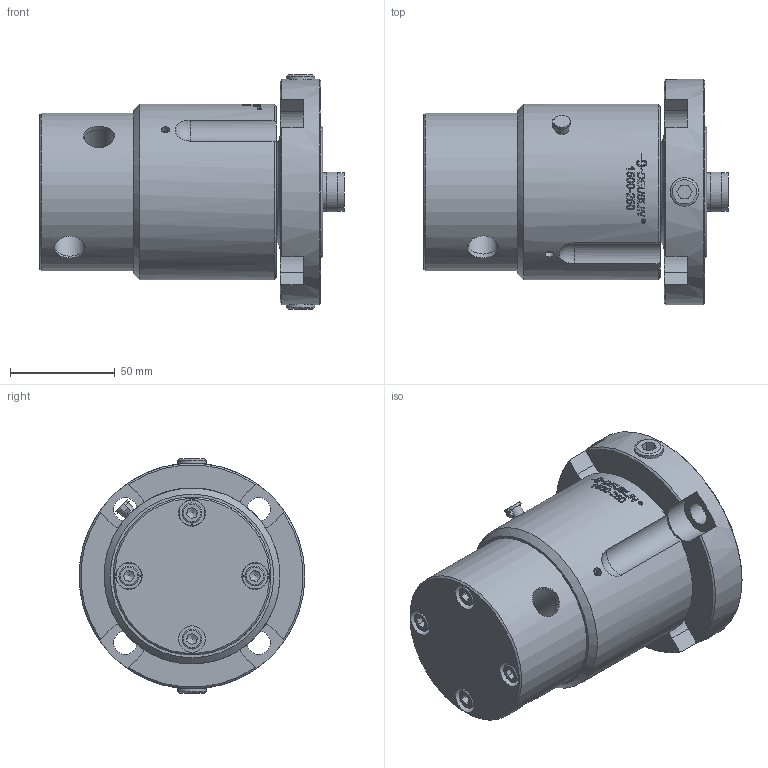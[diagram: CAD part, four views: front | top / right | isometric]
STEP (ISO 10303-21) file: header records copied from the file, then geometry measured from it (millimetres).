
FILE_DESCRIPTION(/* description */ (''),/* implementation_level */ '2;1');
FILE_NAME(/* name */ '1500-250-IC.stp',/* time_stamp */ '2020-05-17T12:21:58-05:00',/* author */ ('Moorera'),/* organization */ ('DEUBLIN'),/* preprocessor_version */ 'ST-DEVELOPER v18.1',/* originating_system */ 'Autodesk Inventor 2020',/* authorisation */ '');
FILE_SCHEMA (('AUTOMOTIVE_DESIGN { 1 0 10303 214 3 1 1 }'));
Length unit declared in the file: millimetre
Products named in the file (1): 1500-250-IC
Bounding box: 145.66 x 107.95 x 112.2 mm (x, y, z)
Volume: 705284.2 mm3; surface area: 84650 mm2
Topology: 2 solids, 3 shells, 549 faces, 1495 edges, 1006 vertices
Faces by surface type: plane 295, bspline 106, cylinder 94, cone 35, torus 18, sphere 1
Full cylindrical faces by diameter (mm): 0.5 x1, 2.184 x2, 3.556 x2, 4 x2, 4.7 x1, 6.35 x5, 7.1 x4, 8 x2, 9.525 x4, 9.65 x1, 10.719 x2, 11.1 x4, 12.7 x5, 14.6 x2, 18.2 x1, 18.6 x1, 19.05 x1, 19.94 x1, 47.6 x1, 75.7 x1, 84.17 x1, 107.95 x1
Entity records: 21681 total; most frequent: CARTESIAN_POINT 7797, ORIENTED_EDGE 2978, DIRECTION 2649, EDGE_CURVE 1489, AXIS2_PLACEMENT_3D 1034, VERTEX_POINT 1006, EDGE_LOOP 631, LINE 581
